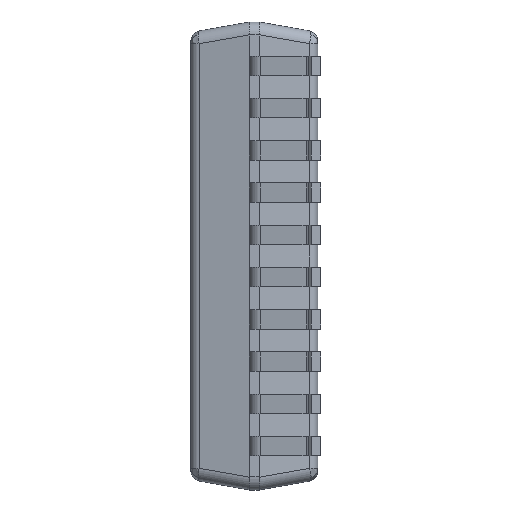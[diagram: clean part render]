
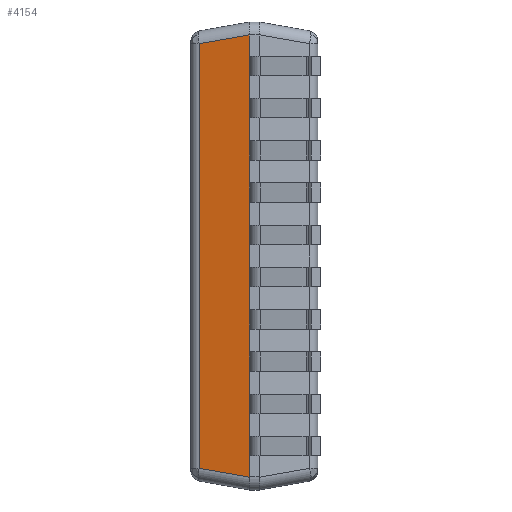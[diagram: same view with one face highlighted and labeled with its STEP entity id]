
A CAD part, left-side view. The second image highlights one B-rep face of the part: STEP entity #4154.
In plain terms, the highlighted planar face has unit normal (-0.985, 0.174, 0).
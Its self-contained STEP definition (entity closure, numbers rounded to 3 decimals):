
#354 =( BOUNDED_CURVE ( )  B_SPLINE_CURVE ( 3, ( #7487, #9109, #8272, #920 ),
 .UNSPECIFIED., .F., .F. ) 
 B_SPLINE_CURVE_WITH_KNOTS ( ( 4, 4 ),
 ( 6.268, 6.283 ),
 .UNSPECIFIED. ) 
 CURVE ( )  GEOMETRIC_REPRESENTATION_ITEM ( )  RATIONAL_B_SPLINE_CURVE ( ( 1., 1., 1., 1. ) ) 
 REPRESENTATION_ITEM ( '' )  );
#559 = AXIS2_PLACEMENT_3D ( 'NONE', #1132, #8579, #2844 ) ;
#920 = CARTESIAN_POINT ( 'NONE',  ( -2.65, 1.1, -3.4 ) ) ;
#1074 = CARTESIAN_POINT ( 'NONE',  ( -2.65, 1.1, -3.6 ) ) ;
#1120 = EDGE_CURVE ( 'NONE', #8836, #6583, #354, .T. ) ;
#1132 = CARTESIAN_POINT ( 'NONE',  ( -2.65, 1.1, -3.6 ) ) ;
#1535 = CARTESIAN_POINT ( 'NONE',  ( -2.65, 1.1, 3.402 ) ) ;
#2232 = LINE ( 'NONE', #10586, #7965 ) ;
#2242 = VECTOR ( 'NONE', #4253, 1000. ) ;
#2300 = CARTESIAN_POINT ( 'NONE',  ( -2.65, 1.1, -3.4 ) ) ;
#2426 = VERTEX_POINT ( 'NONE', #3039 ) ;
#2501 = LINE ( 'NONE', #4616, #9263 ) ;
#2566 = EDGE_CURVE ( 'NONE', #10412, #2426, #9383, .T. ) ;
#2596 = ORIENTED_EDGE ( 'NONE', *, *, #9675, .T. ) ;
#2844 = DIRECTION ( 'NONE',  ( -0.174, -0.985, 0. ) ) ;
#3039 = CARTESIAN_POINT ( 'NONE',  ( -2.65, 1.1, 3.403 ) ) ;
#3317 = VERTEX_POINT ( 'NONE', #5781 ) ;
#3742 = EDGE_CURVE ( 'NONE', #6454, #8836, #2232, .T. ) ;
#4048 = DIRECTION ( 'NONE',  ( -0.171, -0.97, -0.171 ) ) ;
#4154 = ADVANCED_FACE ( 'NONE', ( #7322 ), #5339, .T. ) ;
#4253 = DIRECTION ( 'NONE',  ( 0.171, 0.97, -0.171 ) ) ;
#4616 = CARTESIAN_POINT ( 'NONE',  ( -2.513, 1.876, -3.244 ) ) ;
#4780 = CARTESIAN_POINT ( 'NONE',  ( -2.65, 1.1, 3.4 ) ) ;
#5248 = DIRECTION ( 'NONE',  ( 0., 0., 1. ) ) ;
#5339 = PLANE ( 'NONE',  #559 ) ;
#5535 = ORIENTED_EDGE ( 'NONE', *, *, #1120, .T. ) ;
#5641 = ORIENTED_EDGE ( 'NONE', *, *, #9454, .T. ) ;
#5781 = CARTESIAN_POINT ( 'NONE',  ( -2.513, 1.876, 3.266 ) ) ;
#5843 = ORIENTED_EDGE ( 'NONE', *, *, #8388, .T. ) ;
#6152 = CARTESIAN_POINT ( 'NONE',  ( -2.513, 1.876, -3.266 ) ) ;
#6443 = CARTESIAN_POINT ( 'NONE',  ( -2.65, 1.1, 3.401 ) ) ;
#6454 = VERTEX_POINT ( 'NONE', #6152 ) ;
#6583 = VERTEX_POINT ( 'NONE', #2300 ) ;
#7245 = CARTESIAN_POINT ( 'NONE',  ( -2.65, 1.1, 3.403 ) ) ;
#7322 = FACE_OUTER_BOUND ( 'NONE', #7547, .T. ) ;
#7471 = LINE ( 'NONE', #9107, #2242 ) ;
#7487 = CARTESIAN_POINT ( 'NONE',  ( -2.65, 1.1, -3.403 ) ) ;
#7547 = EDGE_LOOP ( 'NONE', ( #2596, #5641, #8745, #5535, #5843, #8548 ) ) ;
#7965 = VECTOR ( 'NONE', #4048, 1000. ) ;
#8272 = CARTESIAN_POINT ( 'NONE',  ( -2.65, 1.1, -3.401 ) ) ;
#8388 = EDGE_CURVE ( 'NONE', #6583, #10412, #10615, .T. ) ;
#8548 = ORIENTED_EDGE ( 'NONE', *, *, #2566, .T. ) ;
#8579 = DIRECTION ( 'NONE',  ( -0.985, 0.174, 0. ) ) ;
#8745 = ORIENTED_EDGE ( 'NONE', *, *, #3742, .T. ) ;
#8782 = VECTOR ( 'NONE', #5248, 1000. ) ;
#8836 = VERTEX_POINT ( 'NONE', #10137 ) ;
#9107 = CARTESIAN_POINT ( 'NONE',  ( -2.445, 2.263, 3.198 ) ) ;
#9109 = CARTESIAN_POINT ( 'NONE',  ( -2.65, 1.1, -3.402 ) ) ;
#9263 = VECTOR ( 'NONE', #10373, 1000. ) ;
#9383 =( BOUNDED_CURVE ( )  B_SPLINE_CURVE ( 3, ( #4780, #6443, #1535, #7245 ),
 .UNSPECIFIED., .F., .F. ) 
 B_SPLINE_CURVE_WITH_KNOTS ( ( 4, 4 ),
 ( 0., 0.015 ),
 .UNSPECIFIED. ) 
 CURVE ( )  GEOMETRIC_REPRESENTATION_ITEM ( )  RATIONAL_B_SPLINE_CURVE ( ( 1., 1., 1., 1. ) ) 
 REPRESENTATION_ITEM ( '' )  );
#9454 = EDGE_CURVE ( 'NONE', #3317, #6454, #2501, .T. ) ;
#9675 = EDGE_CURVE ( 'NONE', #2426, #3317, #7471, .T. ) ;
#10137 = CARTESIAN_POINT ( 'NONE',  ( -2.65, 1.1, -3.403 ) ) ;
#10313 = CARTESIAN_POINT ( 'NONE',  ( -2.65, 1.1, 3.4 ) ) ;
#10373 = DIRECTION ( 'NONE',  ( 0., 0., -1. ) ) ;
#10412 = VERTEX_POINT ( 'NONE', #10313 ) ;
#10586 = CARTESIAN_POINT ( 'NONE',  ( -2.656, 1.067, -3.409 ) ) ;
#10615 = LINE ( 'NONE', #1074, #8782 ) ;
